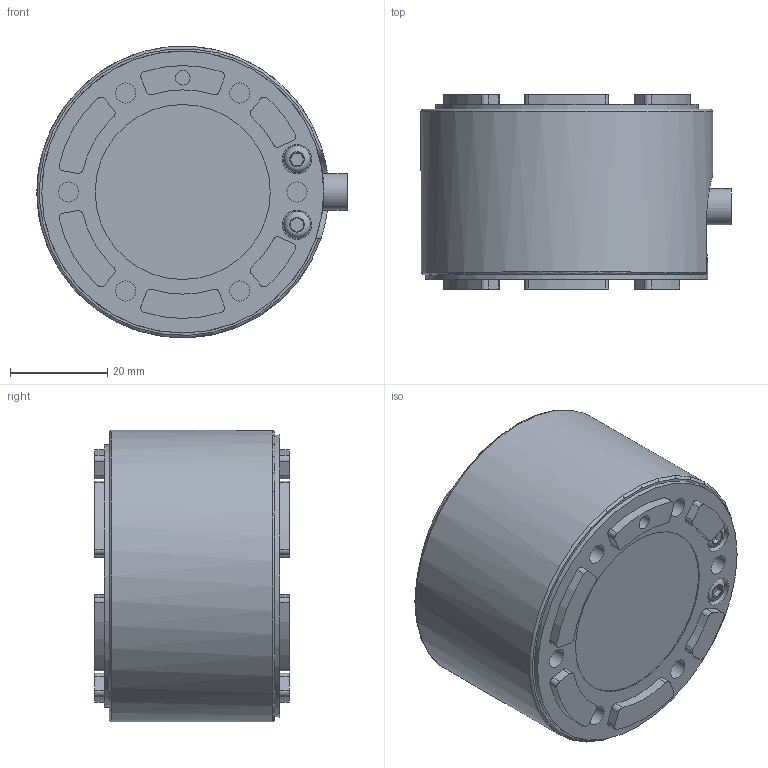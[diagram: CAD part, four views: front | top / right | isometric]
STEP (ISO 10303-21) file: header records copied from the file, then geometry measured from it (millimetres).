
FILE_DESCRIPTION(/* description */ ('Alibre Inc.'),/* implementation_level */ '2;1');
FILE_NAME(/* name */ 'export-126CA1CD-7EAA-4D18-A1AF-A4B41E88FFCC',/* time_stamp */ '2020-08-06T09:28:02+02:00',/* author */ (''),/* organization */ (''),/* preprocessor_version */ 'ST-DEVELOPER v17',/* originating_system */ 'Alibre',/* authorisation */ '');
FILE_SCHEMA (('CONFIG_CONTROL_DESIGN'));
Length unit declared in the file: centimetre
Bounding box: 63.81 x 40 x 60 mm (x, y, z)
Volume: 90317.6 mm3; surface area: 32475.2 mm2
Topology: 11 solids, 11 shells, 389 faces, 937 edges, 614 vertices
Faces by surface type: plane 213, cylinder 159, torus 8, cone 7, bspline 2
Full cylindrical faces by diameter (mm): 2.459 x4, 3 x7, 3.2 x2, 3.4 x2, 3.5 x3, 4.134 x12, 5.5 x4, 6 x2, 7.5 x1, 8 x1, 26 x1, 33.6 x1, 34 x1, 36 x2, 54 x1, 57 x1, 58 x1, 60 x1
Entity records: 11801 total; most frequent: CARTESIAN_POINT 3070, DIRECTION 1515, ORIENTED_EDGE 1508, EDGE_CURVE 754, AXIS2_PLACEMENT_3D 634, VERTEX_POINT 528, FACE_BOUND 448, EDGE_LOOP 446
